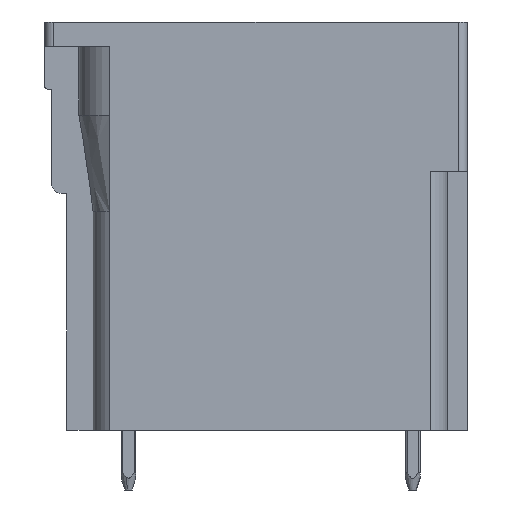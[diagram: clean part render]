
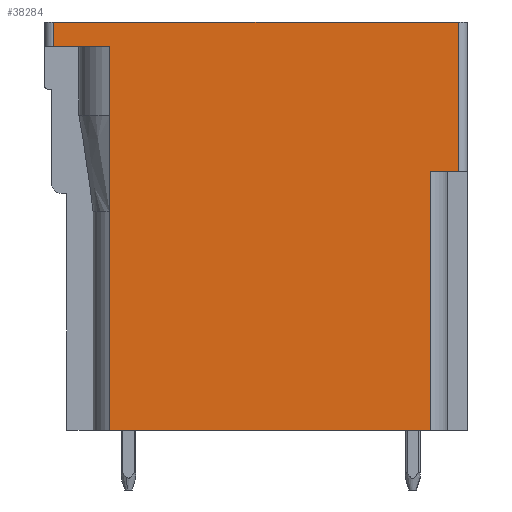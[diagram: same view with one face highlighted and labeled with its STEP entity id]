
A CAD part, left-side view. The second image highlights one B-rep face of the part: STEP entity #38284.
In plain terms, the highlighted planar face has unit normal (-1, 0, 0).
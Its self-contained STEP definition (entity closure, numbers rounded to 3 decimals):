
#38260=AXIS2_PLACEMENT_3D('Plane Axis2P3D',#38257,#38258,#38259) ;
#110=CARTESIAN_POINT('Vertex',(0.,22.2,25.1)) ;
#113=CARTESIAN_POINT('Line Origine',(0.,11.35,25.1)) ;
#117=CARTESIAN_POINT('Vertex',(0.,0.5,25.1)) ;
#4363=CARTESIAN_POINT('Vertex',(0.,2.,3.2)) ;
#4379=CARTESIAN_POINT('Vertex',(0.,2.,17.1)) ;
#4382=CARTESIAN_POINT('Line Origine',(0.,2.,10.15)) ;
#30668=CARTESIAN_POINT('Vertex',(0.,0.5,17.1)) ;
#30671=CARTESIAN_POINT('Line Origine',(0.,1.25,17.1)) ;
#37242=CARTESIAN_POINT('Line Origine',(0.,0.5,14.15)) ;
#37744=CARTESIAN_POINT('Line Origine',(0.,10.6,3.2)) ;
#37748=CARTESIAN_POINT('Vertex',(0.,19.2,3.2)) ;
#38238=CARTESIAN_POINT('Line Origine',(0.,22.2,14.15)) ;
#38242=CARTESIAN_POINT('Vertex',(0.,22.2,23.8)) ;
#38257=CARTESIAN_POINT('Axis2P3D Location',(0.,0.,0.)) ;
#38262=CARTESIAN_POINT('Line Origine',(0.,20.7,23.8)) ;
#38266=CARTESIAN_POINT('Vertex',(0.,19.2,23.8)) ;
#38269=CARTESIAN_POINT('Line Origine',(0.,19.2,13.5)) ;
#114=DIRECTION('Vector Direction',(0.,-1.,0.)) ;
#4383=DIRECTION('Vector Direction',(0.,0.,1.)) ;
#30672=DIRECTION('Vector Direction',(0.,-1.,0.)) ;
#37243=DIRECTION('Vector Direction',(0.,0.,1.)) ;
#37745=DIRECTION('Vector Direction',(0.,-1.,0.)) ;
#38239=DIRECTION('Vector Direction',(0.,0.,1.)) ;
#38258=DIRECTION('Axis2P3D Direction',(-1.,0.,0.)) ;
#38259=DIRECTION('Axis2P3D XDirection',(0.,0.,1.)) ;
#38263=DIRECTION('Vector Direction',(0.,-1.,0.)) ;
#38270=DIRECTION('Vector Direction',(0.,0.,1.)) ;
#115=VECTOR('Line Direction',#114,1.) ;
#4384=VECTOR('Line Direction',#4383,1.) ;
#30673=VECTOR('Line Direction',#30672,1.) ;
#37244=VECTOR('Line Direction',#37243,1.) ;
#37746=VECTOR('Line Direction',#37745,1.) ;
#38240=VECTOR('Line Direction',#38239,1.) ;
#38264=VECTOR('Line Direction',#38263,1.) ;
#38271=VECTOR('Line Direction',#38270,1.) ;
#38275=ORIENTED_EDGE('',*,*,#37750,.T.) ;
#38276=ORIENTED_EDGE('',*,*,#4386,.T.) ;
#38277=ORIENTED_EDGE('',*,*,#30675,.F.) ;
#38278=ORIENTED_EDGE('',*,*,#37246,.T.) ;
#38279=ORIENTED_EDGE('',*,*,#119,.T.) ;
#38280=ORIENTED_EDGE('',*,*,#38244,.T.) ;
#38281=ORIENTED_EDGE('',*,*,#38268,.F.) ;
#38282=ORIENTED_EDGE('',*,*,#38273,.F.) ;
#38284=ADVANCED_FACE('HOUSING',(#38283),#38261,.T.) ;
#119=EDGE_CURVE('',#118,#111,#116,.F.) ;
#4386=EDGE_CURVE('',#4364,#4380,#4385,.T.) ;
#30675=EDGE_CURVE('',#30669,#4380,#30674,.F.) ;
#37246=EDGE_CURVE('',#30669,#118,#37245,.T.) ;
#37750=EDGE_CURVE('',#37749,#4364,#37747,.T.) ;
#38244=EDGE_CURVE('',#111,#38243,#38241,.F.) ;
#38268=EDGE_CURVE('',#38267,#38243,#38265,.F.) ;
#38273=EDGE_CURVE('',#37749,#38267,#38272,.T.) ;
#38274=EDGE_LOOP('',(#38275,#38276,#38277,#38278,#38279,#38280,#38281,#38282)) ;
#38283=FACE_OUTER_BOUND('',#38274,.T.) ;
#116=LINE('Line',#113,#115) ;
#4385=LINE('Line',#4382,#4384) ;
#30674=LINE('Line',#30671,#30673) ;
#37245=LINE('Line',#37242,#37244) ;
#37747=LINE('Line',#37744,#37746) ;
#38241=LINE('Line',#38238,#38240) ;
#38265=LINE('Line',#38262,#38264) ;
#38272=LINE('Line',#38269,#38271) ;
#38261=PLANE('',#38260) ;
#111=VERTEX_POINT('',#110) ;
#118=VERTEX_POINT('',#117) ;
#4364=VERTEX_POINT('',#4363) ;
#4380=VERTEX_POINT('',#4379) ;
#30669=VERTEX_POINT('',#30668) ;
#37749=VERTEX_POINT('',#37748) ;
#38243=VERTEX_POINT('',#38242) ;
#38267=VERTEX_POINT('',#38266) ;
